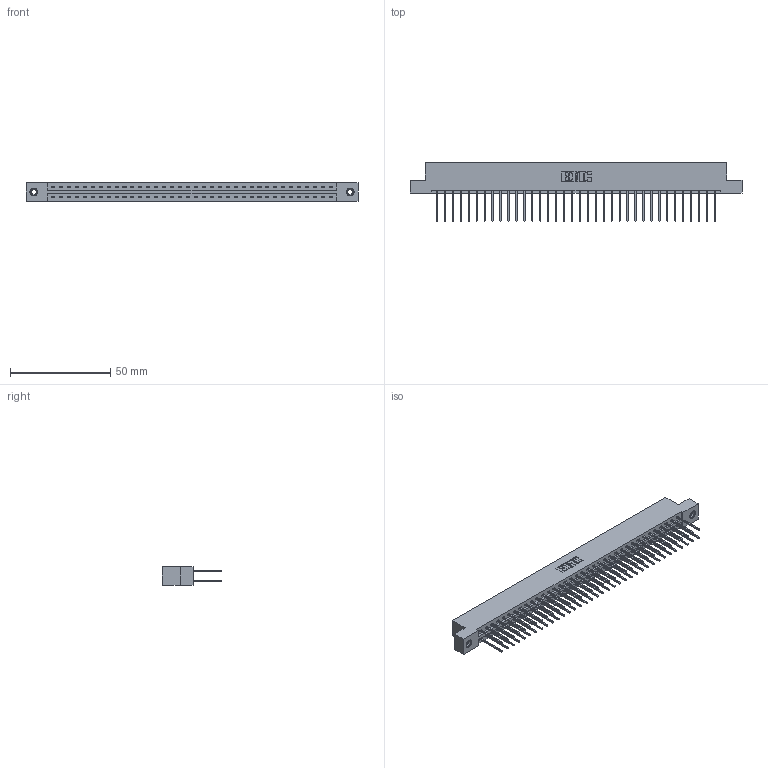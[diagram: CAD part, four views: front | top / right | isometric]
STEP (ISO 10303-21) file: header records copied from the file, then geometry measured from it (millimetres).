
FILE_DESCRIPTION (( 'STEP AP203' ), '1' );
FILE_NAME ('387-072-540-208.STEP', '2018-09-22T18:09:59', ( '' ), ( '' ), 'SwSTEP 2.0', 'SolidWorks 2016', '' );
FILE_SCHEMA (( 'CONFIG_CONTROL_DESIGN' ));
Length unit declared in the file: inch
Products named in the file (4): 345-292-001_345-293-140; 345-250-001_345-250-003-102; 387-072-540-208; 337 Part_Flush Mounting Lugs - 0.156 Dia-TI
Assembly tree (75 placements, depth 2):
  387-072-540-208
    337 Part_Flush Mounting Lugs - 0.156 Dia-TI
    345-292-001_345-293-140  x72
    345-250-001_345-250-003-102  x2
Bounding box: 165.66 x 29.47 x 9.4 mm (x, y, z)
Volume: 17645 mm3; surface area: 21262.6 mm2
Topology: 75 solids, 75 shells, 4062 faces, 12039 edges, 7922 vertices
Faces by surface type: plane 2838, cylinder 1208, cone 12, torus 4
Entity records: 29892 total; most frequent: CARTESIAN_POINT 5021, ORIENTED_EDGE 4950, DIRECTION 4313, EDGE_CURVE 2475, LINE 2327, VECTOR 2327, VERTEX_POINT 1644, AXIS2_PLACEMENT_3D 993
